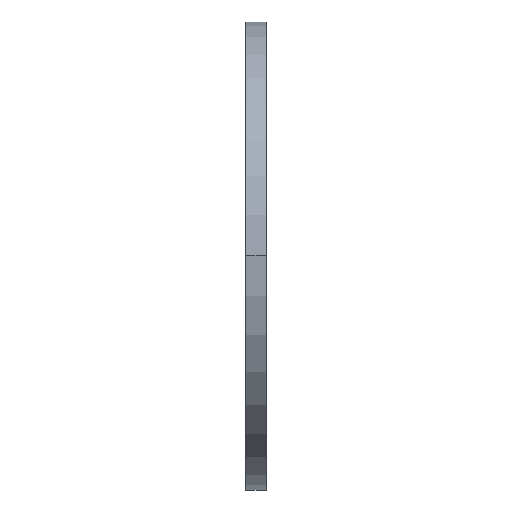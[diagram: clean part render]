
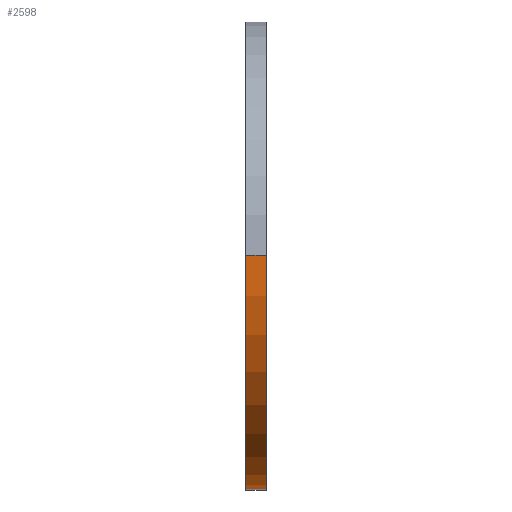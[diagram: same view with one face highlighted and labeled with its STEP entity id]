
A CAD part, top view. The second image highlights one B-rep face of the part: STEP entity #2598.
In plain terms, the highlighted cylindrical face has radius 57.5 mm (diameter 115 mm), a partial arc.
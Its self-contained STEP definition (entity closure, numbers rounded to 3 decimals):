
#154 = CARTESIAN_POINT ( 'NONE',  ( 0., 0., 57.5 ) ) ;
#321 = CIRCLE ( 'NONE', #6532, 57.5 ) ;
#342 = ORIENTED_EDGE ( 'NONE', *, *, #348, .F. ) ;
#348 = EDGE_CURVE ( 'NONE', #7747, #3479, #1449, .T. ) ;
#354 = LINE ( 'NONE', #9792, #7732 ) ;
#535 = LINE ( 'NONE', #3647, #596 ) ;
#596 = VECTOR ( 'NONE', #1405, 1000. ) ;
#1405 = DIRECTION ( 'NONE',  ( -1., 0., 0. ) ) ;
#1449 = CIRCLE ( 'NONE', #4867, 57.5 ) ;
#2153 = EDGE_CURVE ( 'NONE', #6602, #6701, #321, .T. ) ;
#2358 = ORIENTED_EDGE ( 'NONE', *, *, #2153, .T. ) ;
#2598 = ADVANCED_FACE ( 'NONE', ( #4374 ), #3495, .T. ) ;
#3456 = CARTESIAN_POINT ( 'NONE',  ( 0., 0., 0. ) ) ;
#3479 = VERTEX_POINT ( 'NONE', #7488 ) ;
#3495 = CYLINDRICAL_SURFACE ( 'NONE', #5880, 57.5 ) ;
#3647 = CARTESIAN_POINT ( 'NONE',  ( 5., -57.5, 0. ) ) ;
#4350 = DIRECTION ( 'NONE',  ( -1., 0., 0. ) ) ;
#4374 = FACE_OUTER_BOUND ( 'NONE', #10088, .T. ) ;
#4867 = AXIS2_PLACEMENT_3D ( 'NONE', #8499, #6999, #8598 ) ;
#5055 = ORIENTED_EDGE ( 'NONE', *, *, #8633, .F. ) ;
#5700 = EDGE_CURVE ( 'NONE', #7747, #6602, #354, .T. ) ;
#5880 = AXIS2_PLACEMENT_3D ( 'NONE', #6616, #9594, #9710 ) ;
#6279 = CARTESIAN_POINT ( 'NONE',  ( 0., -57.5, 0. ) ) ;
#6532 = AXIS2_PLACEMENT_3D ( 'NONE', #3456, #6626, #9772 ) ;
#6586 = ORIENTED_EDGE ( 'NONE', *, *, #5700, .T. ) ;
#6602 = VERTEX_POINT ( 'NONE', #154 ) ;
#6616 = CARTESIAN_POINT ( 'NONE',  ( 5., 0., 0. ) ) ;
#6626 = DIRECTION ( 'NONE',  ( 1., 0., 0. ) ) ;
#6701 = VERTEX_POINT ( 'NONE', #6279 ) ;
#6999 = DIRECTION ( 'NONE',  ( 1., 0., 0. ) ) ;
#7488 = CARTESIAN_POINT ( 'NONE',  ( 5., -57.5, 0. ) ) ;
#7704 = CARTESIAN_POINT ( 'NONE',  ( 5., 0., 57.5 ) ) ;
#7732 = VECTOR ( 'NONE', #4350, 1000. ) ;
#7747 = VERTEX_POINT ( 'NONE', #7704 ) ;
#8499 = CARTESIAN_POINT ( 'NONE',  ( 5., 0., 0. ) ) ;
#8598 = DIRECTION ( 'NONE',  ( 0., 0., 1. ) ) ;
#8633 = EDGE_CURVE ( 'NONE', #3479, #6701, #535, .T. ) ;
#9594 = DIRECTION ( 'NONE',  ( -1., 0., 0. ) ) ;
#9710 = DIRECTION ( 'NONE',  ( 0., 0., 1. ) ) ;
#9772 = DIRECTION ( 'NONE',  ( 0., 0., 1. ) ) ;
#9792 = CARTESIAN_POINT ( 'NONE',  ( 5., 0., 57.5 ) ) ;
#10088 = EDGE_LOOP ( 'NONE', ( #342, #6586, #2358, #5055 ) ) ;
